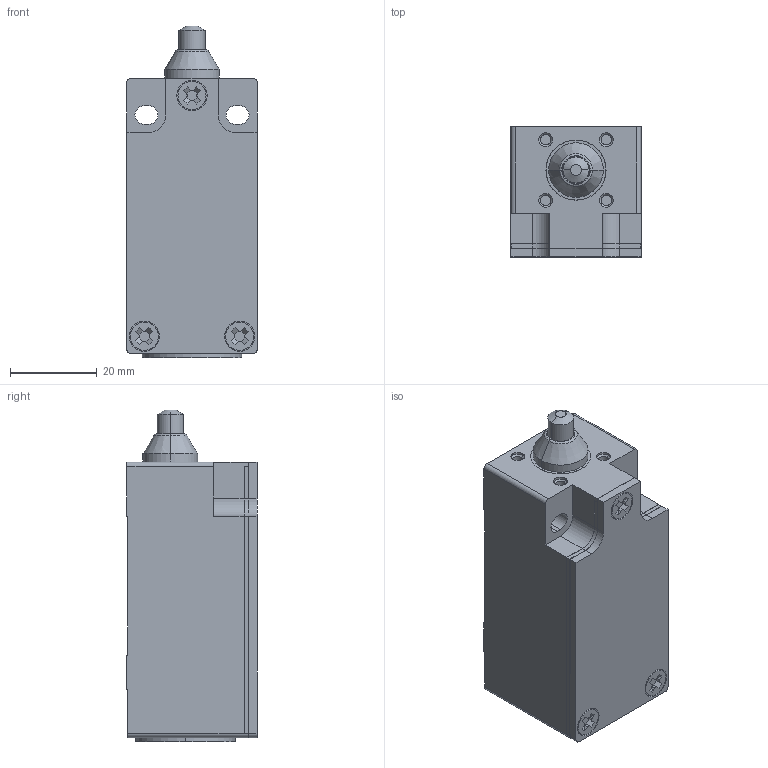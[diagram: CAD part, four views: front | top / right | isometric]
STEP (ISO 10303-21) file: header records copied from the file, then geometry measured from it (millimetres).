
FILE_DESCRIPTION (( 'STEP AP214' ), '1' );
FILE_NAME ('ZS-235-11Z.STEP', '2021-01-18T19:49:20', ( '' ), ( '' ), 'SwSTEP 2.0', 'SolidWorks 2019', '' );
FILE_SCHEMA (( 'AUTOMOTIVE_DESIGN' ));
Length unit declared in the file: inch
Products named in the file (1): ZS-235-11Z
Bounding box: 30 x 30 x 76.5 mm (x, y, z)
Volume: 52943.8 mm3; surface area: 11465.9 mm2
Topology: 1 solids, 2 shells, 196 faces, 460 edges, 290 vertices
Faces by surface type: plane 110, cylinder 70, cone 14, bspline 2
Entity records: 5640 total; most frequent: DIRECTION 996, CARTESIAN_POINT 983, ORIENTED_EDGE 920, EDGE_CURVE 460, AXIS2_PLACEMENT_3D 343, LINE 310, VECTOR 310, VERTEX_POINT 290
